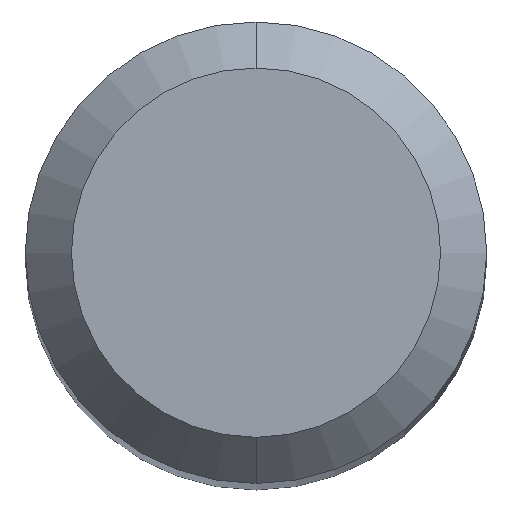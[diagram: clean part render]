
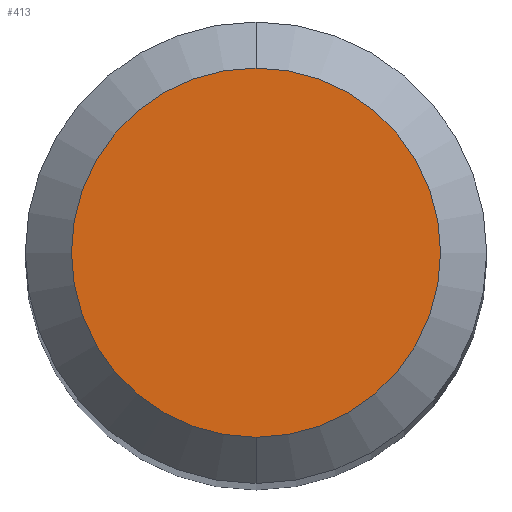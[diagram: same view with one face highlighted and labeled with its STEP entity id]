
A CAD part, top view. The second image highlights one B-rep face of the part: STEP entity #413.
In plain terms, the highlighted planar face has unit normal (0, 0, 1).
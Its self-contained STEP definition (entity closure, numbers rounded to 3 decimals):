
#207=VERTEX_POINT('',#502);
#231=EDGE_CURVE('',#207,#279,#530,.T.);
#279=VERTEX_POINT('',#581);
#307=EDGE_CURVE('',#279,#207,#613,.T.);
#413=ADVANCED_FACE('',(#729),#730,.T.);
#502=CARTESIAN_POINT('',(0.0,1.2,0.0));
#530=CIRCLE('',#879,1.2);
#581=CARTESIAN_POINT('',(0.,-1.2,0.0));
#613=CIRCLE('',#1047,1.2);
#729=FACE_OUTER_BOUND('',#1323,.T.);
#730=PLANE('',#1324);
#879=AXIS2_PLACEMENT_3D('',#1462,#1463,#1464);
#1047=AXIS2_PLACEMENT_3D('',#1552,#1553,#1554);
#1323=EDGE_LOOP('',(#1683,#1684));
#1324=AXIS2_PLACEMENT_3D('',#1685,#1686,#1687);
#1462=CARTESIAN_POINT('',(0.0,0.0,0.0));
#1463=DIRECTION('',(0.0,0.0,-1.0));
#1464=DIRECTION('',(0.0,1.0,0.0));
#1552=CARTESIAN_POINT('',(0.0,0.0,0.0));
#1553=DIRECTION('',(0.0,0.0,-1.0));
#1554=DIRECTION('',(0.0,1.0,0.0));
#1683=ORIENTED_EDGE('',*,*,#231,.F.);
#1684=ORIENTED_EDGE('',*,*,#307,.F.);
#1685=CARTESIAN_POINT('',(0.0,0.6,0.0));
#1686=DIRECTION('',(-0.0,0.0,1.0));
#1687=DIRECTION('',(0.0,-1.0,0.0));
